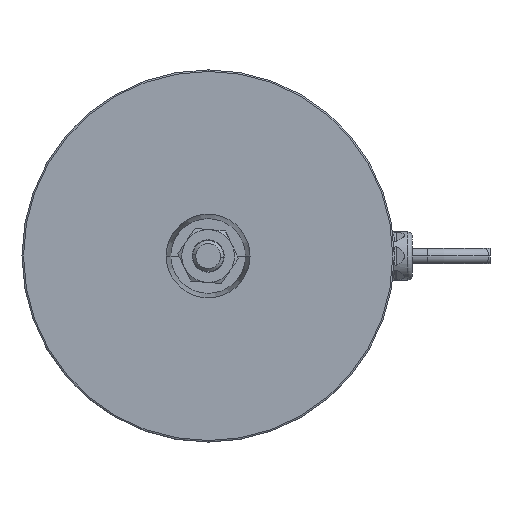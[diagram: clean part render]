
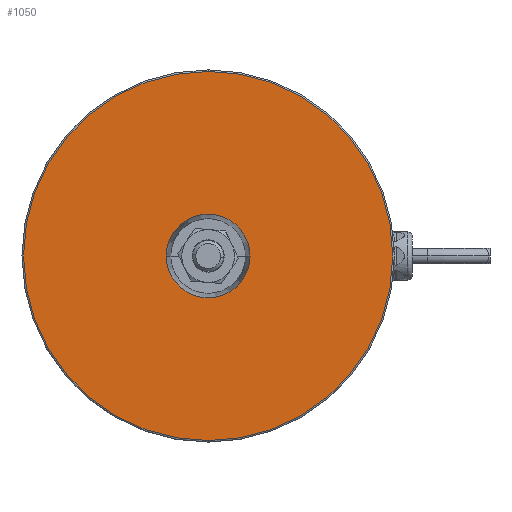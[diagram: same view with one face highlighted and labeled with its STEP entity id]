
A CAD part, front view. The second image highlights one B-rep face of the part: STEP entity #1050.
In plain terms, the highlighted planar face has unit normal (0, -1, 0).
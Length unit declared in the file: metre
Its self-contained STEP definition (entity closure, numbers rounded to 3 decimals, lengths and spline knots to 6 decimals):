
#1050=ADVANCED_FACE('29:1034',(#2017,#2018),#2019,.T.);
#2017=FACE_OUTER_BOUND('',#4917,.T.);
#2018=FACE_BOUND('',#4918,.T.);
#2019=PLANE('',#4919);
#4917=EDGE_LOOP('',(#8195,#8196));
#4918=EDGE_LOOP('',(#8197,#8198));
#4919=AXIS2_PLACEMENT_3D('',#8199,#8200,#8201);
#8195=ORIENTED_EDGE('',*,*,#9385,.F.);
#8196=ORIENTED_EDGE('',*,*,#9089,.F.);
#8197=ORIENTED_EDGE('',*,*,#9064,.T.);
#8198=ORIENTED_EDGE('',*,*,#9390,.T.);
#8199=CARTESIAN_POINT('',(0.0595,0.,0.0));
#8200=DIRECTION('',(0.0,-1.0,0.0));
#8201=DIRECTION('',(0.0,0.0,-1.0));
#9064=EDGE_CURVE('29:2143',#12156,#12153,#12157,.T.);
#9089=EDGE_CURVE('29:2122',#12198,#12201,#12202,.T.);
#9385=EDGE_CURVE('29:2122',#12201,#12198,#12648,.T.);
#9390=EDGE_CURVE('29:2143',#12153,#12156,#12653,.T.);
#12153=VERTEX_POINT('',#17621);
#12156=VERTEX_POINT('',#17625);
#12157=CIRCLE('',#17626,0.0135);
#12198=VERTEX_POINT('',#17674);
#12201=VERTEX_POINT('',#17677);
#12202=CIRCLE('',#17678,0.0595);
#12648=CIRCLE('',#19837,0.0595);
#12653=CIRCLE('',#19842,0.0135);
#17621=CARTESIAN_POINT('',(0.0135,0.0,0.));
#17625=CARTESIAN_POINT('',(-0.0135,0.0,0.));
#17626=AXIS2_PLACEMENT_3D('',#21003,#21004,#21005);
#17674=CARTESIAN_POINT('',(0.,0.,0.0595));
#17677=CARTESIAN_POINT('',(0.,0.,-0.0595));
#17678=AXIS2_PLACEMENT_3D('',#21064,#21065,#21066);
#19837=AXIS2_PLACEMENT_3D('',#21301,#21302,#21303);
#19842=AXIS2_PLACEMENT_3D('',#21316,#21317,#21318);
#21003=CARTESIAN_POINT('',(0.0,0.0,0.0));
#21004=DIRECTION('',(-0.0,1.0,0.0));
#21005=DIRECTION('',(1.0,0.0,0.0));
#21064=CARTESIAN_POINT('',(0.0,0.,0.0));
#21065=DIRECTION('',(-0.0,1.0,0.0));
#21066=DIRECTION('',(1.0,0.0,0.0));
#21301=CARTESIAN_POINT('',(0.0,0.,0.0));
#21302=DIRECTION('',(-0.0,1.0,0.0));
#21303=DIRECTION('',(1.0,0.0,0.0));
#21316=CARTESIAN_POINT('',(0.0,0.0,0.0));
#21317=DIRECTION('',(-0.0,1.0,0.0));
#21318=DIRECTION('',(1.0,0.0,0.0));
